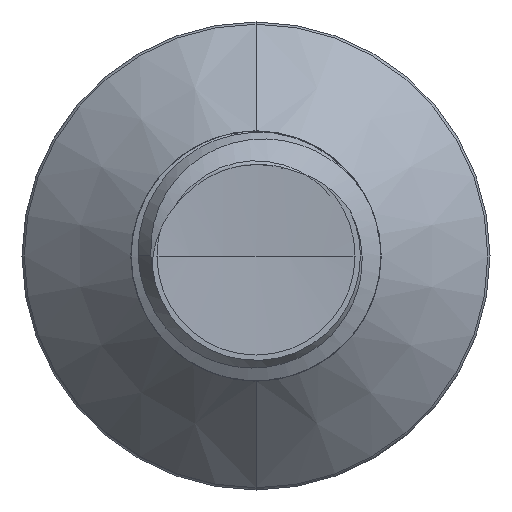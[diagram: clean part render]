
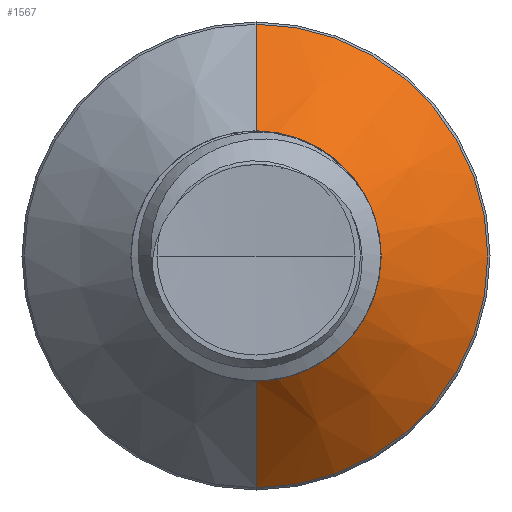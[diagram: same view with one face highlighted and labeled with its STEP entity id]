
A CAD part, front view. The second image highlights one B-rep face of the part: STEP entity #1567.
In plain terms, the highlighted conical face has half-angle 45 degrees and reference radius 0.803 mm.
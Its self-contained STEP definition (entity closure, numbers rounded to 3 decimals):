
#465 = ORIENTED_EDGE ( 'NONE', *, *, #8587, .F. ) ;
#1282 = LINE ( 'NONE', #9554, #9759 ) ;
#1296 = LINE ( 'NONE', #7879, #9775 ) ;
#1476 = CIRCLE ( 'NONE', #10418, 1.486 ) ;
#1567 = ADVANCED_FACE ( 'NONE', ( #13383 ), #10259, .T. ) ;
#1614 = CARTESIAN_POINT ( 'NONE',  ( 0., 2.137, -0.803 ) ) ;
#1837 = DIRECTION ( 'NONE',  ( 0., 1., 0. ) ) ;
#2296 = CARTESIAN_POINT ( 'NONE',  ( 0., 2.137, 0.803 ) ) ;
#3232 = ORIENTED_EDGE ( 'NONE', *, *, #10693, .T. ) ;
#3419 = VERTEX_POINT ( 'NONE', #9048 ) ;
#4160 = CIRCLE ( 'NONE', #11733, 0.803 ) ;
#4813 = CARTESIAN_POINT ( 'NONE',  ( 0., 2.137, 0. ) ) ;
#5443 = DIRECTION ( 'NONE',  ( 0., 1., 0. ) ) ;
#6198 = ORIENTED_EDGE ( 'NONE', *, *, #10016, .T. ) ;
#6670 = CARTESIAN_POINT ( 'NONE',  ( 0., 2.82, -1.486 ) ) ;
#7879 = CARTESIAN_POINT ( 'NONE',  ( 0., 2.137, 0.803 ) ) ;
#8113 = DIRECTION ( 'NONE',  ( 0., 0., 1. ) ) ;
#8481 = CARTESIAN_POINT ( 'NONE',  ( 0., 2.137, 0. ) ) ;
#8587 = EDGE_CURVE ( 'NONE', #11560, #3419, #1296, .T. ) ;
#9048 = CARTESIAN_POINT ( 'NONE',  ( 0., 2.82, 1.486 ) ) ;
#9056 = ORIENTED_EDGE ( 'NONE', *, *, #9301, .F. ) ;
#9301 = EDGE_CURVE ( 'NONE', #3419, #11408, #1476, .T. ) ;
#9540 = DIRECTION ( 'NONE',  ( 0., 0., 1. ) ) ;
#9554 = CARTESIAN_POINT ( 'NONE',  ( 0., 2.137, -0.803 ) ) ;
#9759 = VECTOR ( 'NONE', #12706, 1000. ) ;
#9775 = VECTOR ( 'NONE', #11044, 1000. ) ;
#10016 = EDGE_CURVE ( 'NONE', #13111, #11408, #1282, .T. ) ;
#10259 = CONICAL_SURFACE ( 'NONE', #10818, 0.803, 0.785 ) ;
#10418 = AXIS2_PLACEMENT_3D ( 'NONE', #11799, #5443, #12867 ) ;
#10693 = EDGE_CURVE ( 'NONE', #11560, #13111, #4160, .T. ) ;
#10818 = AXIS2_PLACEMENT_3D ( 'NONE', #4813, #12272, #8113 ) ;
#11044 = DIRECTION ( 'NONE',  ( 0., 0.707, 0.707 ) ) ;
#11408 = VERTEX_POINT ( 'NONE', #6670 ) ;
#11560 = VERTEX_POINT ( 'NONE', #2296 ) ;
#11733 = AXIS2_PLACEMENT_3D ( 'NONE', #8481, #1837, #9540 ) ;
#11799 = CARTESIAN_POINT ( 'NONE',  ( 0., 2.82, 0. ) ) ;
#12272 = DIRECTION ( 'NONE',  ( 0., 1., 0. ) ) ;
#12706 = DIRECTION ( 'NONE',  ( 0., 0.707, -0.707 ) ) ;
#12867 = DIRECTION ( 'NONE',  ( 0., 0., 1. ) ) ;
#13111 = VERTEX_POINT ( 'NONE', #1614 ) ;
#13383 = FACE_OUTER_BOUND ( 'NONE', #13581, .T. ) ;
#13581 = EDGE_LOOP ( 'NONE', ( #3232, #6198, #9056, #465 ) ) ;
